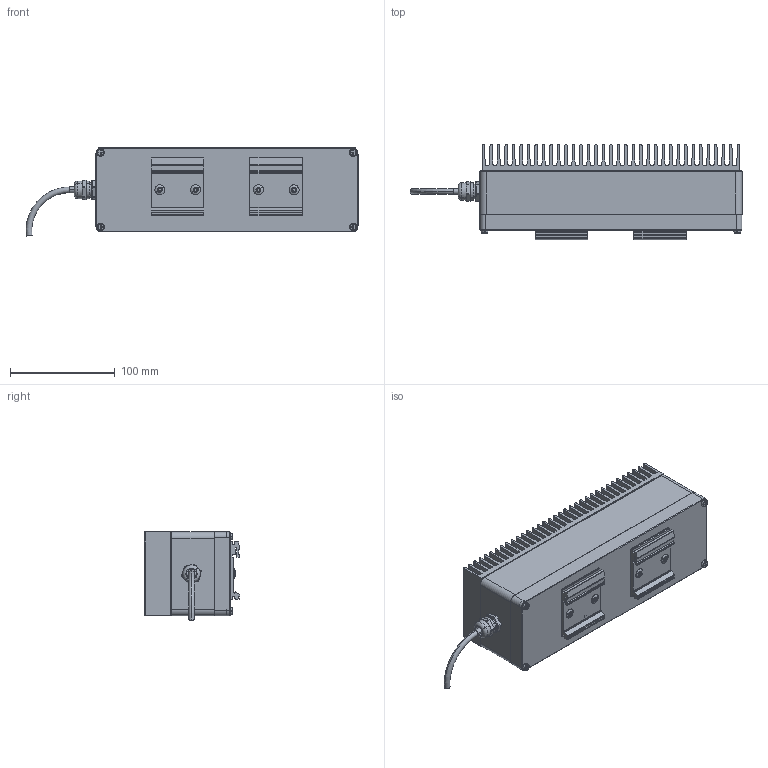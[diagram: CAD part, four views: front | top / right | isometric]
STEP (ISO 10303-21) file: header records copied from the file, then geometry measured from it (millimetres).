
FILE_DESCRIPTION (( 'STEP AP214' ), '1' );
FILE_NAME ('Wadi_LH_IP65_AL + Schnapp.STEP', '2017-01-10T12:13:57', ( '' ), ( '' ), 'SwSTEP 2.0', 'SolidWorks 2015', '' );
FILE_SCHEMA (( 'AUTOMOTIVE_DESIGN' ));
Length unit declared in the file: millimetre
Products named in the file (9): Sbgr_Schnappbefestigung Aluminium, farblos voreloxiert; INT40.0071_A1_KKWadiLH; Kab3x0,75PVCgr_Kabel 3x0,75 PVC LiYY-t silbergrau RAL7001 (LM-Therm); Kabelverschraubung MS M16x1,5 IP68; INT20.0008_A1_GWadiLH_Oberteil m. 4Bolzen; BlNi4,8x12_Blindnieten 4,8x12 Flachrundkopf AL.ST Maxigrip KB2,5-6,5; INT20.0007__GWadiLH_Deckel m. 4 Bohrungen; Wadi_LH_IP65_AL + Schnapp; GWadilackiert_Schraube
Assembly tree (17 placements, depth 2):
  Wadi_LH_IP65_AL + Schnapp
    INT40.0071_A1_KKWadiLH
    INT20.0008_A1_GWadiLH_Oberteil m. 4Bolzen
    INT20.0007__GWadiLH_Deckel m. 4 Bohrungen
    Kabelverschraubung MS M16x1,5 IP68
    Kab3x0,75PVCgr_Kabel 3x0,75 PVC LiYY-t silbergrau RAL7001 (LM-Therm)
    Sbgr_Schnappbefestigung Aluminium, farblos voreloxiert  x3
    BlNi4,8x12_Blindnieten 4,8x12 Flachrundkopf AL.ST Maxigrip KB2,5-6,5  x4
    GWadilackiert_Schraube  x5
Bounding box: 316.75 x 91 x 84.15 mm (x, y, z)
Volume: 532515.3 mm3; surface area: 357357.1 mm2
Topology: 17 solids, 17 shells, 910 faces, 2424 edges, 1560 vertices
Faces by surface type: plane 426, cylinder 376, torus 64, cone 30, sphere 8, bspline 6
Entity records: 21246 total; most frequent: CARTESIAN_POINT 3912, DIRECTION 3696, ORIENTED_EDGE 3448, EDGE_CURVE 1724, AXIS2_PLACEMENT_3D 1341, VERTEX_POINT 1117, LINE 1014, VECTOR 1014
